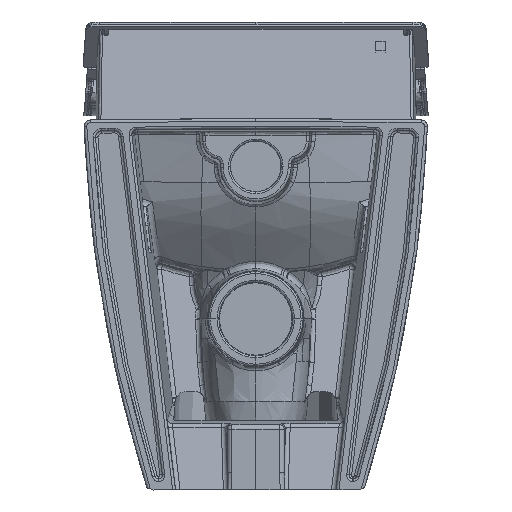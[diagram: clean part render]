
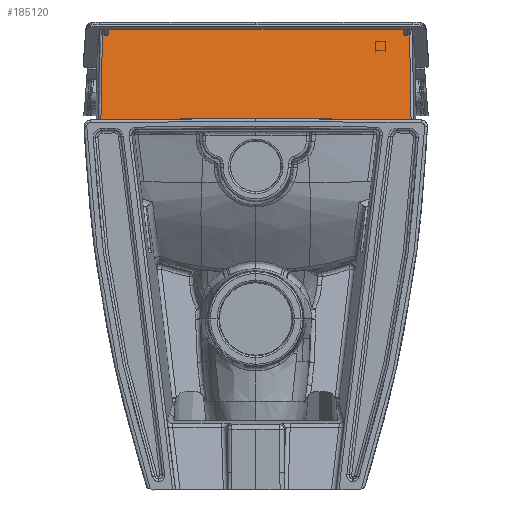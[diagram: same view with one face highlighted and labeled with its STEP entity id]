
A CAD part, left-side view. The second image highlights one B-rep face of the part: STEP entity #185120.
In plain terms, the highlighted face is planar.
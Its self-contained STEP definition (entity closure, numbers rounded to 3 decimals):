
#129846=CARTESIAN_POINT('',(105.207,159.2,67.218));
#129847=VERTEX_POINT('',#129846);
#129863=CARTESIAN_POINT('',(105.207,-159.2,67.218));
#129864=VERTEX_POINT('',#129863);
#129872=CARTESIAN_POINT('',(105.207,159.2,67.218));
#129873=DIRECTION('',(0.0,-1.0,0.0));
#129874=VECTOR('',#129873,318.4);
#129875=LINE('',#129872,#129874);
#129876=EDGE_CURVE('',#129864,#129847,#129875,.F.);
#134893=CARTESIAN_POINT('',(121.391,-167.707,-31.02));
#134894=VERTEX_POINT('',#134893);
#134895=CARTESIAN_POINT('',(106.201,-166.121,61.182));
#134896=VERTEX_POINT('',#134895);
#134897=CARTESIAN_POINT('',(121.391,-167.707,-31.02));
#134898=CARTESIAN_POINT('',(116.328,-167.178,-0.286));
#134899=CARTESIAN_POINT('',(111.265,-166.649,30.448));
#134900=CARTESIAN_POINT('',(106.201,-166.121,61.182));
#134901=B_SPLINE_CURVE_WITH_KNOTS('',3,(#134897,#134898,#134899,#134900),.UNSPECIFIED.,.F.,.U.,(4,4),(27.843,121.301),.UNSPECIFIED.);
#134902=EDGE_CURVE('',#134894,#134896,#134901,.T.);
#138287=CARTESIAN_POINT('',(121.391,167.707,-31.02));
#138288=VERTEX_POINT('',#138287);
#138302=CARTESIAN_POINT('',(121.391,167.707,-31.02));
#138303=DIRECTION('',(0.,-1.0,0.0));
#138304=VECTOR('',#138303,335.415);
#138305=LINE('',#138302,#138304);
#138306=EDGE_CURVE('',#138288,#134894,#138305,.T.);
#140589=CARTESIAN_POINT('',(106.201,166.121,61.182));
#140590=VERTEX_POINT('',#140589);
#140746=CARTESIAN_POINT('',(106.224,165.5,61.044));
#140747=VERTEX_POINT('',#140746);
#140757=CARTESIAN_POINT('',(105.97,165.5,62.585));
#140758=DIRECTION('',(-0.987,0.,-0.163));
#140759=DIRECTION('',(0.163,-0.003,-0.987));
#140760=AXIS2_PLACEMENT_3D('',#140757,#140758,#140759);
#140761=ELLIPSE('',#140760,1.562,1.499);
#140762=EDGE_CURVE('',#140747,#140590,#140761,.F.);
#146688=CARTESIAN_POINT('',(106.224,160.7,61.044));
#146689=VERTEX_POINT('',#146688);
#146698=CARTESIAN_POINT('',(106.224,165.5,61.044));
#146699=DIRECTION('',(0.0,-1.0,0.0));
#146700=VECTOR('',#146699,4.8);
#146701=LINE('',#146698,#146700);
#146702=EDGE_CURVE('',#146689,#140747,#146701,.F.);
#160586=CARTESIAN_POINT('',(105.97,159.2,62.587));
#160587=VERTEX_POINT('',#160586);
#160588=CARTESIAN_POINT('',(105.97,159.2,62.587));
#160589=DIRECTION('',(-0.163,0.0,0.987));
#160590=VECTOR('',#160589,4.693);
#160591=LINE('',#160588,#160590);
#160592=EDGE_CURVE('',#129847,#160587,#160591,.F.);
#160619=CARTESIAN_POINT('',(106.224,-165.5,61.044));
#160620=VERTEX_POINT('',#160619);
#160629=CARTESIAN_POINT('',(106.224,-160.7,61.044));
#160630=VERTEX_POINT('',#160629);
#160631=CARTESIAN_POINT('',(106.224,-160.7,61.044));
#160632=DIRECTION('',(0.0,-1.0,0.0));
#160633=VECTOR('',#160632,4.8);
#160634=LINE('',#160631,#160633);
#160635=EDGE_CURVE('',#160620,#160630,#160634,.F.);
#160729=CARTESIAN_POINT('',(105.97,-159.2,62.587));
#160730=VERTEX_POINT('',#160729);
#160752=CARTESIAN_POINT('',(105.97,-159.2,62.587));
#160753=CARTESIAN_POINT('',(106.011,-159.2,62.336));
#160754=CARTESIAN_POINT('',(106.052,-159.249,62.086));
#160755=CARTESIAN_POINT('',(106.092,-159.348,61.847));
#160756=CARTESIAN_POINT('',(106.158,-159.622,61.446));
#160757=CARTESIAN_POINT('',(106.202,-160.03,61.177));
#160758=CARTESIAN_POINT('',(106.217,-160.245,61.088));
#160759=CARTESIAN_POINT('',(106.224,-160.473,61.044));
#160760=CARTESIAN_POINT('',(106.224,-160.7,61.044));
#160761=B_SPLINE_CURVE_WITH_KNOTS('',5,(#160752,#160753,#160754,#160755,#160756,#160757,#160758,#160759,#160760),.UNSPECIFIED.,.F.,.U.,(6,3,6),(5.832,6.844,7.737),.UNSPECIFIED.);
#160762=EDGE_CURVE('',#160630,#160730,#160761,.F.);
#176256=CARTESIAN_POINT('',(105.207,-159.2,67.218));
#176257=DIRECTION('',(0.163,0.0,-0.987));
#176258=VECTOR('',#176257,4.693);
#176259=LINE('',#176256,#176258);
#176260=EDGE_CURVE('',#160730,#129864,#176259,.F.);
#180727=CARTESIAN_POINT('',(106.224,160.7,61.044));
#180728=CARTESIAN_POINT('',(106.224,160.42,61.044));
#180729=CARTESIAN_POINT('',(106.213,160.14,61.111));
#180730=CARTESIAN_POINT('',(106.191,159.884,61.245));
#180731=CARTESIAN_POINT('',(106.138,159.513,61.567));
#180732=CARTESIAN_POINT('',(106.067,159.294,61.995));
#180733=CARTESIAN_POINT('',(106.036,159.231,62.188));
#180734=CARTESIAN_POINT('',(106.003,159.2,62.388));
#180735=CARTESIAN_POINT('',(105.97,159.2,62.587));
#180736=B_SPLINE_CURVE_WITH_KNOTS('',5,(#180727,#180728,#180729,#180730,#180731,#180732,#180733,#180734,#180735),.UNSPECIFIED.,.F.,.U.,(6,3,6),(2.916,4.017,4.823),.UNSPECIFIED.);
#180737=EDGE_CURVE('',#160587,#146689,#180736,.F.);
#184667=CARTESIAN_POINT('',(105.972,-165.503,62.572));
#184668=DIRECTION('',(-0.987,0.,-0.163));
#184669=DIRECTION('',(0.162,0.028,-0.986));
#184670=AXIS2_PLACEMENT_3D('',#184667,#184668,#184669);
#184671=ELLIPSE('',#184670,1.549,1.492);
#184672=EDGE_CURVE('',#134896,#160620,#184671,.F.);
#185096=CARTESIAN_POINT('',(121.717,0.,-32.998));
#185097=DIRECTION('',(-0.987,0.,-0.163));
#185098=DIRECTION('',(-0.163,0.0,0.987));
#185099=AXIS2_PLACEMENT_3D('',#185096,#185097,#185098);
#185100=PLANE('',#185099);
#185101=ORIENTED_EDGE('',*,*,#180737,.F.);
#185102=ORIENTED_EDGE('',*,*,#160592,.F.);
#185103=ORIENTED_EDGE('',*,*,#129876,.F.);
#185104=ORIENTED_EDGE('',*,*,#176260,.F.);
#185105=ORIENTED_EDGE('',*,*,#160762,.F.);
#185106=ORIENTED_EDGE('',*,*,#160635,.F.);
#185107=ORIENTED_EDGE('',*,*,#184672,.F.);
#185108=ORIENTED_EDGE('',*,*,#134902,.F.);
#185109=ORIENTED_EDGE('',*,*,#138306,.F.);
#185110=CARTESIAN_POINT('',(106.201,166.121,61.182));
#185111=DIRECTION('',(0.163,0.017,-0.987));
#185112=VECTOR('',#185111,93.459);
#185113=LINE('',#185110,#185112);
#185114=EDGE_CURVE('',#140590,#138288,#185113,.T.);
#185115=ORIENTED_EDGE('',*,*,#185114,.F.);
#185116=ORIENTED_EDGE('',*,*,#140762,.F.);
#185117=ORIENTED_EDGE('',*,*,#146702,.F.);
#185118=EDGE_LOOP('',(#185101,#185102,#185103,#185104,#185105,#185106,#185107,#185108,#185109,#185115,#185116,#185117));
#185119=FACE_OUTER_BOUND('',#185118,.T.);
#185120=ADVANCED_FACE('',(#185119),#185100,.F.);
